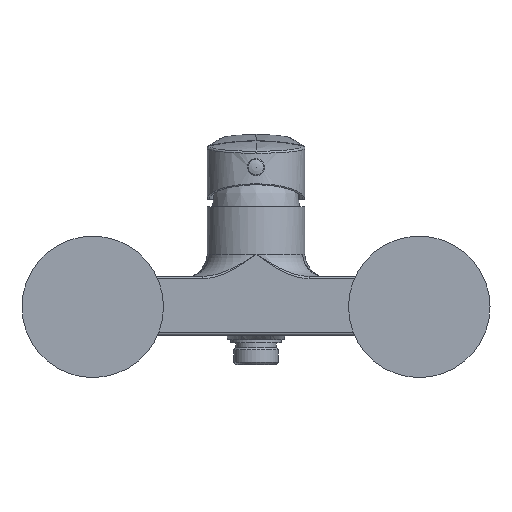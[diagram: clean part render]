
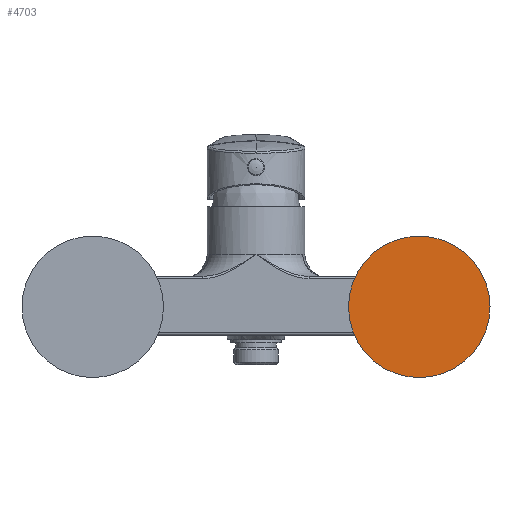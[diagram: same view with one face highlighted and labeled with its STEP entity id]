
A CAD part, left-side view. The second image highlights one B-rep face of the part: STEP entity #4703.
In plain terms, the highlighted face is planar.
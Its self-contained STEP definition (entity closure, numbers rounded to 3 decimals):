
#748=PLANE('',#5335);
#912=FACE_OUTER_BOUND('',#1218,.T.);
#1218=EDGE_LOOP('',(#3681));
#1837=CIRCLE('',#5326,32.5);
#2168=VERTEX_POINT('',#15760);
#2712=EDGE_CURVE('',#2168,#2168,#1837,.T.);
#3681=ORIENTED_EDGE('',*,*,#2712,.F.);
#4703=ADVANCED_FACE('',(#912),#748,.T.);
#5326=AXIS2_PLACEMENT_3D('',#15761,#5993,#5994);
#5335=AXIS2_PLACEMENT_3D('',#15801,#6012,#6013);
#5993=DIRECTION('center_axis',(0.,0.,-1.));
#5994=DIRECTION('ref_axis',(1.,0.,0.));
#6012=DIRECTION('center_axis',(0.,0.,1.));
#6013=DIRECTION('ref_axis',(-1.,0.,0.));
#15760=CARTESIAN_POINT('',(32.5,0.,0.));
#15761=CARTESIAN_POINT('Origin',(0.,0.,0.));
#15801=CARTESIAN_POINT('Origin',(0.,0.,0.));
